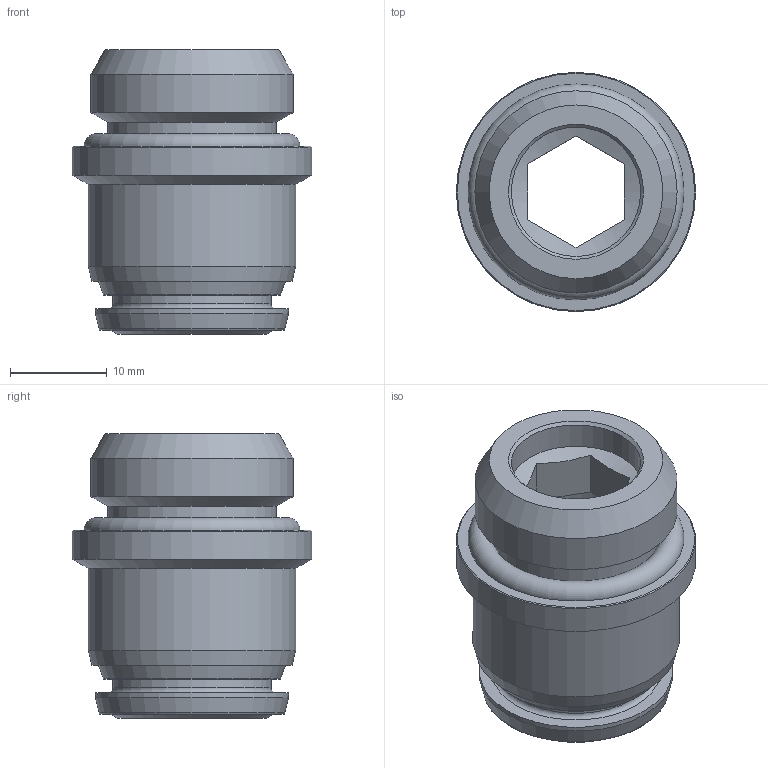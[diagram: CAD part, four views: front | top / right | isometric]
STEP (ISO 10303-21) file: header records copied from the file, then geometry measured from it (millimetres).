
FILE_DESCRIPTION(/* description */ ('STEP AP214'),/* implementation_level */ '2;1');
FILE_NAME(/* name */ '8085670_NPQR-DK-G12-Q14',/* time_stamp */ '2024-09-13T08:26:24+02:00',/* author */ ('License CC BY-ND 4.0'),/* organization */ ('CADENAS'),/* preprocessor_version */ 'ST-DEVELOPER v19.3',/* originating_system */ 'PARTsolutions',/* authorisation */ ' ');
FILE_SCHEMA (('AUTOMOTIVE_DESIGN {1 0 10303 214 3 1 1}'));
Length unit declared in the file: millimetre
Products named in the file (1): 8085670 NPQR-DK-G12-Q14---(high)
Bounding box: 24.8 x 24.8 x 29.5 mm (x, y, z)
Volume: 5939.6 mm3; surface area: 4099 mm2
Topology: 1 solids, 1 shells, 37 faces, 73 edges, 44 vertices
Faces by surface type: plane 14, cone 11, cylinder 8, torus 4
Full cylindrical faces by diameter (mm): 13.4 x1, 14 x1, 16.4 x1, 17.5 x1, 20 x1, 20.955 x1, 21.5 x1, 24.8 x1
Entity records: 1111 total; most frequent: CARTESIAN_POINT 152, DIRECTION 148, ORIENTED_EDGE 96, EDGE_LOOP 68, FACE_BOUND 68, AXIS2_PLACEMENT_3D 68, EDGE_CURVE 48, VERTEX_POINT 42
